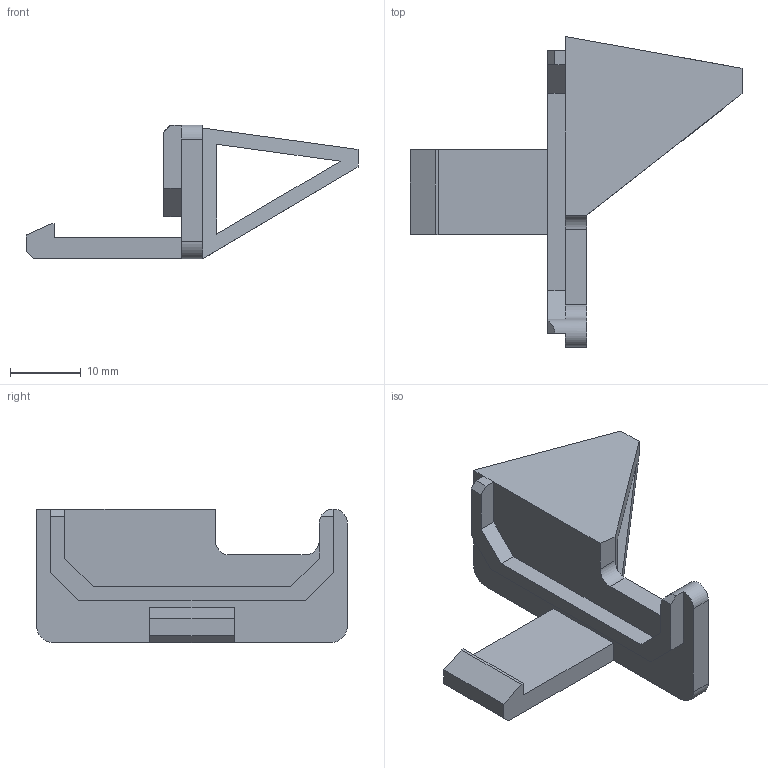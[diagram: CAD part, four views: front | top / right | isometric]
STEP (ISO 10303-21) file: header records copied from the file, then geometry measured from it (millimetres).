
FILE_DESCRIPTION(/* description */ (''),/* implementation_level */ '2;1');
FILE_NAME(/* name */ 'mirror mount left.stp',/* time_stamp */ '2025-06-24T13:34:33+10:00',/* author */ (''),/* organization */ (''),/* preprocessor_version */ 'ST-DEVELOPER v18.1',/* originating_system */ 'SIEMENS PLM Software NX 2000',/* authorisation */ '');
FILE_SCHEMA (('AUTOMOTIVE_DESIGN { 1 0 10303 214 3 1 1 1 }'));
Length unit declared in the file: millimetre
Products named in the file (1): jaco37DC9C99cbhf
Bounding box: 47 x 44 x 18.95 mm (x, y, z)
Volume: 5315.7 mm3; surface area: 4176.1 mm2
Topology: 1 solids, 1 shells, 42 faces, 116 edges, 76 vertices
Faces by surface type: plane 37, cylinder 5
Entity records: 1356 total; most frequent: CARTESIAN_POINT 235, ORIENTED_EDGE 232, DIRECTION 214, EDGE_CURVE 116, LINE 104, VECTOR 104, VERTEX_POINT 76, AXIS2_PLACEMENT_3D 55
